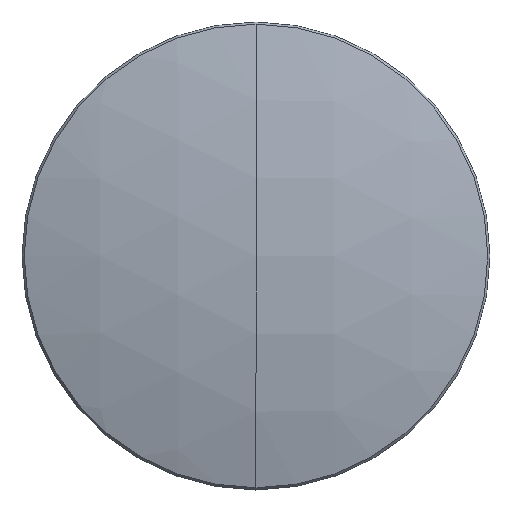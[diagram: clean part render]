
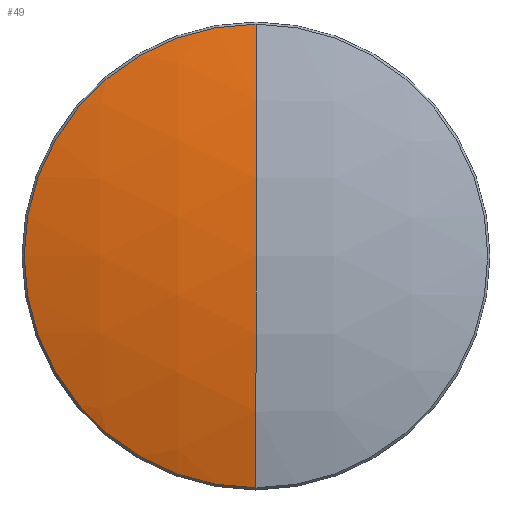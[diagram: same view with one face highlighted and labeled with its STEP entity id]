
A CAD part, top view. The second image highlights one B-rep face of the part: STEP entity #49.
In plain terms, the highlighted spherical face has radius 90.4 mm.
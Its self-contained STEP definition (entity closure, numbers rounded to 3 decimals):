
#5 = DIRECTION ( 'NONE',  ( -1., 0., 0. ) ) ;
#7 = DIRECTION ( 'NONE',  ( 0., 0., 1. ) ) ;
#11 = ORIENTED_EDGE ( 'NONE', *, *, #260, .T. ) ;
#49 = ADVANCED_FACE ( 'NONE', ( #292 ), #198, .T. ) ;
#55 = CARTESIAN_POINT ( 'NONE',  ( 0., 0., 1.578 ) ) ;
#61 = AXIS2_PLACEMENT_3D ( 'NONE', #365, #131, #95 ) ;
#70 = DIRECTION ( 'NONE',  ( 0., -1., 0. ) ) ;
#77 = DIRECTION ( 'NONE',  ( 0., 0., 1. ) ) ;
#79 = CARTESIAN_POINT ( 'NONE',  ( 0., 0., 5.15 ) ) ;
#87 = CARTESIAN_POINT ( 'NONE',  ( 0., 0., -85.25 ) ) ;
#91 = CIRCLE ( 'NONE', #240, 90.4 ) ;
#95 = DIRECTION ( 'NONE',  ( 0., 1., 0. ) ) ;
#109 = DIRECTION ( 'NONE',  ( 0., 0., -1. ) ) ;
#110 = AXIS2_PLACEMENT_3D ( 'NONE', #87, #271, #70 ) ;
#120 = EDGE_CURVE ( 'NONE', #282, #318, #314, .T. ) ;
#123 = DIRECTION ( 'NONE',  ( 1., 0., 0. ) ) ;
#125 = EDGE_CURVE ( 'NONE', #318, #268, #206, .T. ) ;
#126 = CARTESIAN_POINT ( 'NONE',  ( -25.16, 0., 1.578 ) ) ;
#131 = DIRECTION ( 'NONE',  ( -1., 0., 0. ) ) ;
#132 = DIRECTION ( 'NONE',  ( -1., 0., 0. ) ) ;
#148 = ORIENTED_EDGE ( 'NONE', *, *, #225, .F. ) ;
#191 = AXIS2_PLACEMENT_3D ( 'NONE', #55, #7, #5 ) ;
#198 = SPHERICAL_SURFACE ( 'NONE', #61, 90.4 ) ;
#206 = CIRCLE ( 'NONE', #191, 25.16 ) ;
#216 = CIRCLE ( 'NONE', #110, 90.4 ) ;
#225 = EDGE_CURVE ( 'NONE', #282, #307, #91, .T. ) ;
#226 = ORIENTED_EDGE ( 'NONE', *, *, #120, .T. ) ;
#231 = AXIS2_PLACEMENT_3D ( 'NONE', #251, #77, #132 ) ;
#236 = CARTESIAN_POINT ( 'NONE',  ( 0., 25.16, 1.578 ) ) ;
#240 = AXIS2_PLACEMENT_3D ( 'NONE', #279, #123, #109 ) ;
#251 = CARTESIAN_POINT ( 'NONE',  ( 0., 0., 1.578 ) ) ;
#258 = ORIENTED_EDGE ( 'NONE', *, *, #125, .T. ) ;
#260 = EDGE_CURVE ( 'NONE', #268, #307, #216, .T. ) ;
#268 = VERTEX_POINT ( 'NONE', #359 ) ;
#271 = DIRECTION ( 'NONE',  ( -1., 0., 0. ) ) ;
#279 = CARTESIAN_POINT ( 'NONE',  ( 0., 0., -85.25 ) ) ;
#282 = VERTEX_POINT ( 'NONE', #236 ) ;
#292 = FACE_OUTER_BOUND ( 'NONE', #296, .T. ) ;
#296 = EDGE_LOOP ( 'NONE', ( #226, #258, #11, #148 ) ) ;
#307 = VERTEX_POINT ( 'NONE', #79 ) ;
#314 = CIRCLE ( 'NONE', #231, 25.16 ) ;
#318 = VERTEX_POINT ( 'NONE', #126 ) ;
#359 = CARTESIAN_POINT ( 'NONE',  ( 0., -25.16, 1.578 ) ) ;
#365 = CARTESIAN_POINT ( 'NONE',  ( 0., 0., -85.25 ) ) ;
